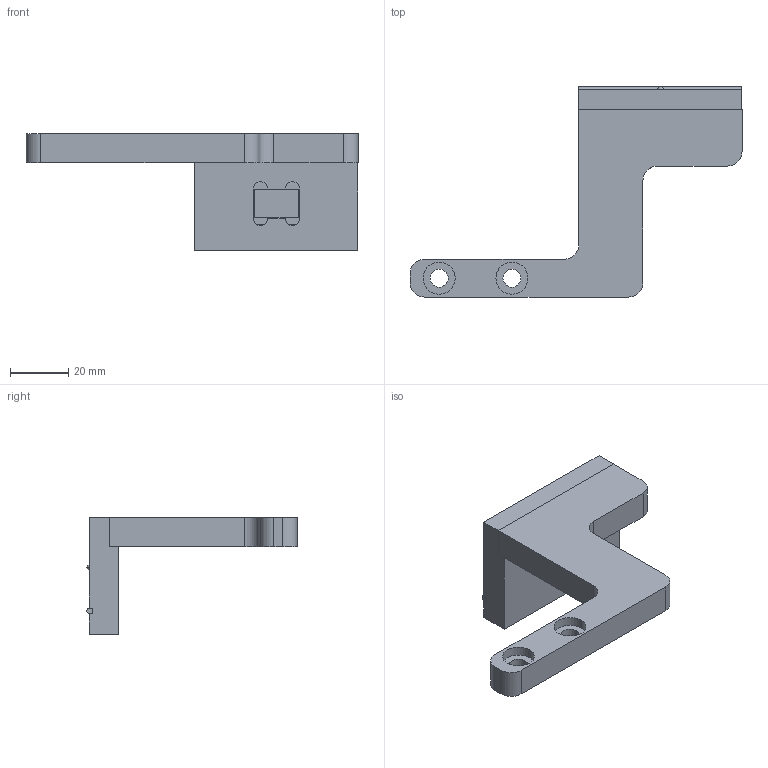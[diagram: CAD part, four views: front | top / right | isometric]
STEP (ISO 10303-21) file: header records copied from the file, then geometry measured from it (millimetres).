
FILE_DESCRIPTION (( 'STEP AP214' ), '1' );
FILE_NAME ('10830-E0W.step', '2007-10-24T23:44:07', ( ' ' ), ( ' ' ), 'SwSTEP 2.0', 'SolidWorks 2007', '' );
FILE_SCHEMA (( 'AUTOMOTIVE_DESIGN' ));
Length unit declared in the file: inch
Products named in the file (1): 10830-E0W
Bounding box: 114 x 72.2 x 40 mm (x, y, z)
Surface area: 16047.9 mm2 (no closed solid volume)
Topology: 0 solids, 7 shells, 85 faces, 227 edges, 153 vertices
Faces by surface type: plane 45, cylinder 34, cone 4, sphere 2
Entity records: 3723 total; most frequent: DIRECTION 470, CARTESIAN_POINT 458, ORIENTED_EDGE 396, EDGE_CURVE 222, AXIS2_PLACEMENT_3D 162, VERTEX_POINT 150, VECTOR 146, LINE 146
